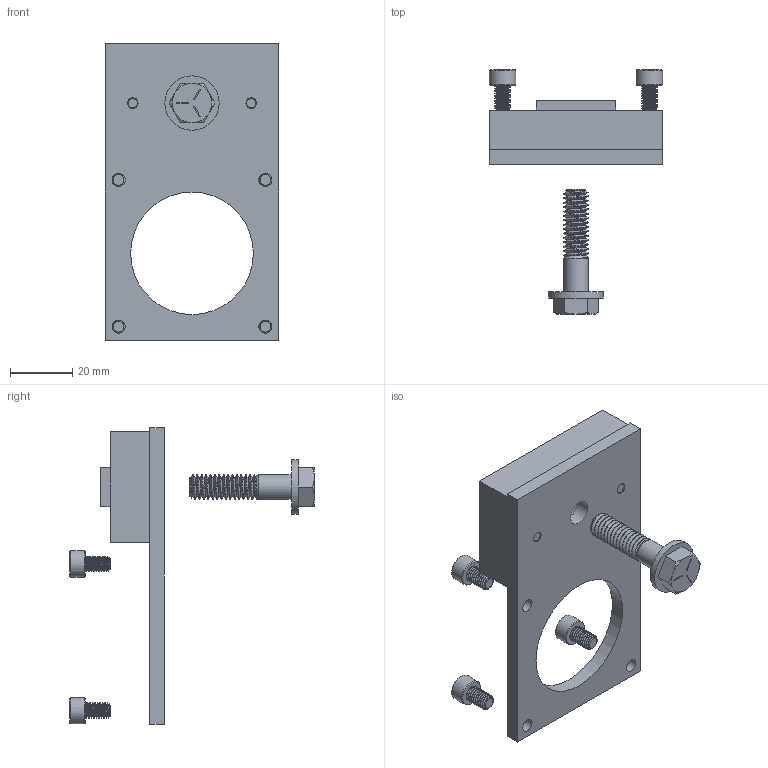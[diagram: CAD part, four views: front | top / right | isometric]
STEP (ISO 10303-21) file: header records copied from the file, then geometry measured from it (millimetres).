
FILE_DESCRIPTION(/* description */ (''),/* implementation_level */ '2;1');
FILE_NAME(/* name */ '67a9dc14-25ef-4593-a165-058998f3aa68.stp',/* time_stamp */ '2020-04-03T16:32:59+00:00',/* author */ (''),/* organization */ (''),/* preprocessor_version */ 'ST-DEVELOPER v18',/* originating_system */ 'Autodesk Translation Framework v8.12.0.6',/* authorisation */ '');
FILE_SCHEMA (('AUTOMOTIVE_DESIGN { 1 0 10303 214 3 1 1 }'));
Length unit declared in the file: inch
Products named in the file (7): Logan Model 200 Motor Bracket; Plate; Spacer (1); 91251A192 (1); 91290A222; 92865A158; 90126A030
Assembly tree (10 placements, depth 2):
  Logan Model 200 Motor Bracket
    Plate
    Spacer (1)
    91251A192 (1)  x2
    91290A222  x4
    92865A158
    90126A030
Bounding box: 55.88 x 78.48 x 95.25 mm (x, y, z)
Volume: 47515.5 mm3; surface area: 22478.6 mm2
Topology: 10 solids, 10 shells, 371 faces, 938 edges, 606 vertices
Faces by surface type: cylinder 190, plane 99, cone 68, bspline 14
Full cylindrical faces by diameter (mm): 3.134 x22, 3.416 x4, 3.961 x32, 4.166 x22, 4.234 x4, 5 x36, 6.117 x13, 6.858 x2, 7.938 x2, 7.95 x15, 8.255 x2, 8.5 x4, 8.738 x1, 17.475 x1, 39.37 x1
Entity records: 14012 total; most frequent: CARTESIAN_POINT 9372, ORIENTED_EDGE 984, DIRECTION 811, EDGE_CURVE 492, VERTEX_POINT 321, AXIS2_PLACEMENT_3D 308, EDGE_LOOP 229, LINE 195
